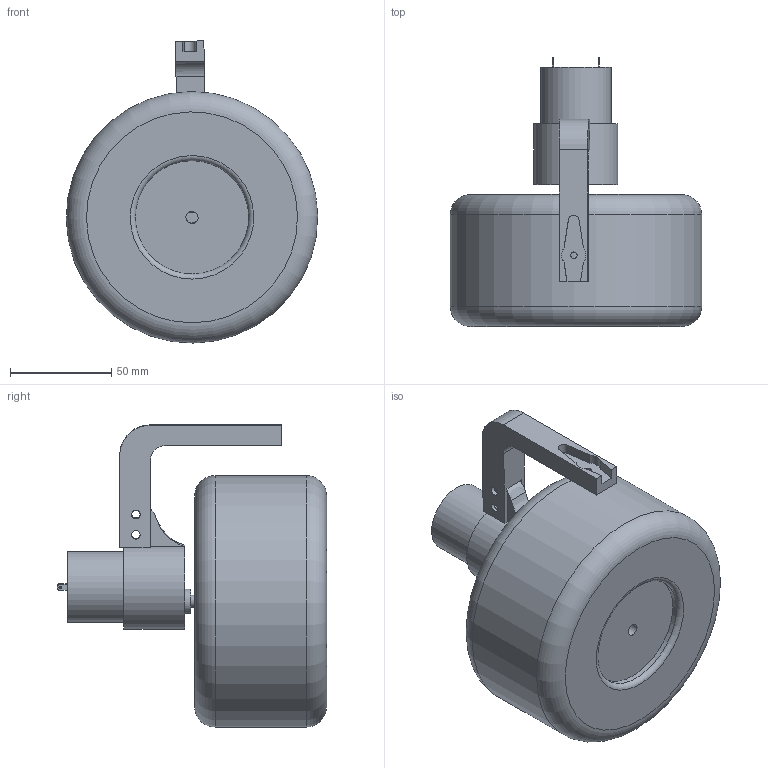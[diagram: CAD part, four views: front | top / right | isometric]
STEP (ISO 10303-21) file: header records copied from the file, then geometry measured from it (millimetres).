
FILE_DESCRIPTION(/* description */ (''),/* implementation_level */ '2;1');
FILE_NAME(/* name */ 'Assembly Motor Ver2 v5.stp',/* time_stamp */ '2020-12-05T18:10:53+01:00',/* author */ (''),/* organization */ (''),/* preprocessor_version */ 'ST-DEVELOPER v18.1',/* originating_system */ 'Autodesk Translation Framework v9.3.0.1241',/* authorisation */ '');
FILE_SCHEMA (('AUTOMOTIVE_DESIGN { 1 0 10303 214 3 1 1 }'));
Length unit declared in the file: millimetre
Products named in the file (6): Assembly Motor Ver2; Moteur D37; Motor Support  Ver.2; Moyeu 18mm; Roue; arms
Assembly tree (5 placements, depth 2):
  Assembly Motor Ver2
    Moteur D37
    Motor Support  Ver.2
    Moyeu 18mm
    Roue
    arms
Bounding box: 123.99 x 132.7 x 148.97 mm (x, y, z)
Volume: 827659.2 mm3; surface area: 77990.3 mm2
Topology: 5 solids, 5 shells, 132 faces, 304 edges, 200 vertices
Faces by surface type: plane 75, cylinder 49, torus 6, bspline 2
Full cylindrical faces by diameter (mm): 3 x6, 3.2 x7, 4.2 x6, 5 x2, 6 x2, 12 x1, 34.8 x1, 36.8 x1, 37.4 x1, 55.88 x2, 124 x1
Entity records: 4258 total; most frequent: CARTESIAN_POINT 851, DIRECTION 689, ORIENTED_EDGE 608, EDGE_CURVE 304, AXIS2_PLACEMENT_3D 252, VERTEX_POINT 200, EDGE_LOOP 186, LINE 185
